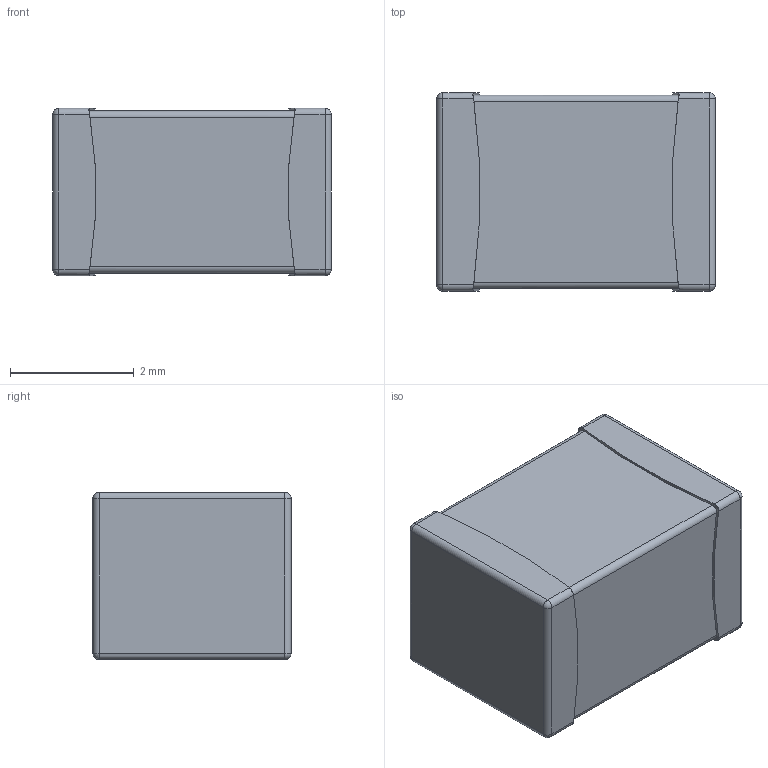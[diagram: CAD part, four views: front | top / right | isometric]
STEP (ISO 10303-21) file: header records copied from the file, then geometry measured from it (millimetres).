
FILE_DESCRIPTION (( 'STEP AP214' ), '1' );
FILE_NAME ('DIO-DT_L4.5-W3.2-H2.7.step', '2024-03-09T01:45:04', ( '' ), ( '' ), 'SwSTEP 2.0', 'SolidWorks 2020', '' );
FILE_SCHEMA (( 'AUTOMOTIVE_DESIGN' ));
Length unit declared in the file: millimetre
Products named in the file (1): DIO-DT_L4.5-W3.2-H2.7
Bounding box: 4.5 x 3.2 x 2.7 mm (x, y, z)
Volume: 37.3 mm3; surface area: 68.5 mm2
Topology: 1 solids, 1 shells, 290 faces, 791 edges, 514 vertices
Faces by surface type: plane 156, bspline 98, cylinder 28, sphere 8
Entity records: 12963 total; most frequent: CARTESIAN_POINT 3170, ORIENTED_EDGE 1566, DIRECTION 985, EDGE_CURVE 783, VERTEX_POINT 514, VECTOR 487, LINE 487, EDGE_LOOP 309
